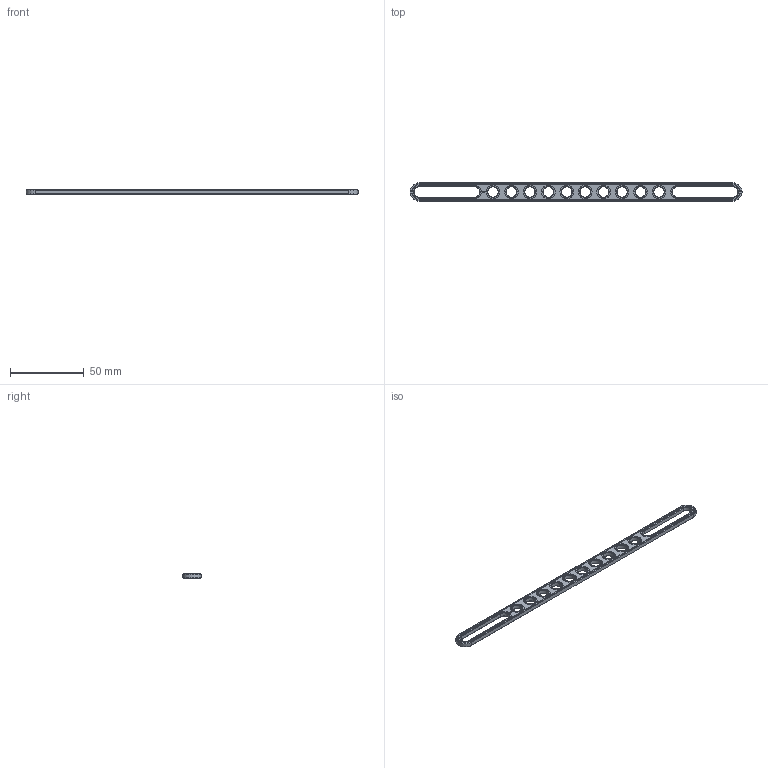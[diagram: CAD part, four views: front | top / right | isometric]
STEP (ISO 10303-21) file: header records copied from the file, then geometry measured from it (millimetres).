
FILE_DESCRIPTION(('FreeCAD Model'),'2;1');
FILE_NAME('Open CASCADE Shape Model','2023-01-08T23:28:57',(''),(''), 'Open CASCADE STEP processor 7.6','FreeCAD','Unknown');
FILE_SCHEMA(('AUTOMOTIVE_DESIGN { 1 0 10303 214 1 1 1 1 }'));
Length unit declared in the file: millimetre
Products named in the file (1): Brace STR SLT BE ERR BU18x01x00.25x04 - SPN-BRC-0351 (stemfie.org)
Bounding box: 225 x 12.5 x 3.12 mm (x, y, z)
Volume: 5363.9 mm3; surface area: 6214.3 mm2
Topology: 1 solids, 1 shells, 623 faces, 1694 edges, 1118 vertices
Faces by surface type: plane 357, extrusion 202, cone 32, cylinder 32
Full cylindrical faces by diameter (mm): 7 x10, 9.2 x10
Entity records: 43081 total; most frequent: CARTESIAN_POINT 10603, DIRECTION 5206, VECTOR 4092, LINE 3890, ORIENTED_EDGE 3388, PCURVE 3388, DEFINITIONAL_REPRESENTATION 3388, EDGE_CURVE 1694
